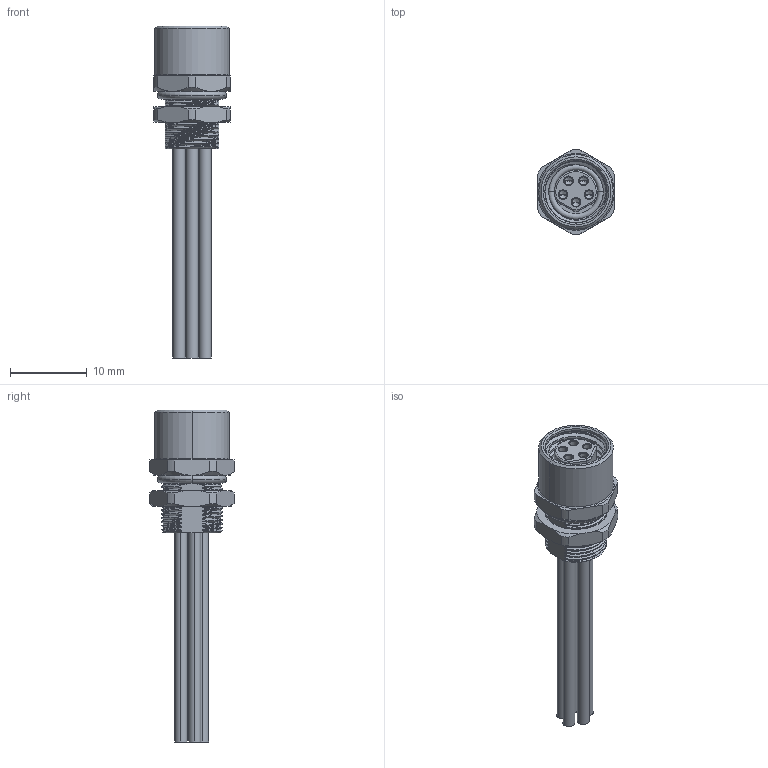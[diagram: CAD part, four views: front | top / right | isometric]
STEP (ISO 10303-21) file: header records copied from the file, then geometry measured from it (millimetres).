
FILE_DESCRIPTION((''),'2;1');
FILE_NAME('5P-K15','2025-09-09T',('gongcheng16'),(''),'PRO/ENGINEER BY PARAMETRIC TECHNOLOGY CORPORATION, 2010280','PRO/ENGINEER BY PARAMETRIC TECHNOLOGY CORPORATION, 2010280','');
FILE_SCHEMA(('CONFIG_CONTROL_DESIGN'));
Products named in the file (1): 5P-K15
Bounding box: 10 x 10.99 x 43.2 mm (x, y, z)
Volume: 219.5 mm3; surface area: 4468.6 mm2
Topology: 1 solids, 27 shells, 773 faces, 2041 edges, 1307 vertices
Faces by surface type: cylinder 260, plane 184, bspline 151, cone 138, torus 38, sphere 2
Entity records: 49491 total; most frequent: CARTESIAN_POINT 31700, ORIENTED_EDGE 3855, DIRECTION 3268, EDGE_CURVE 2021, VERTEX_POINT 1307, AXIS2_PLACEMENT_3D 1251, EDGE_LOOP 841, FACE_OUTER_BOUND 773
